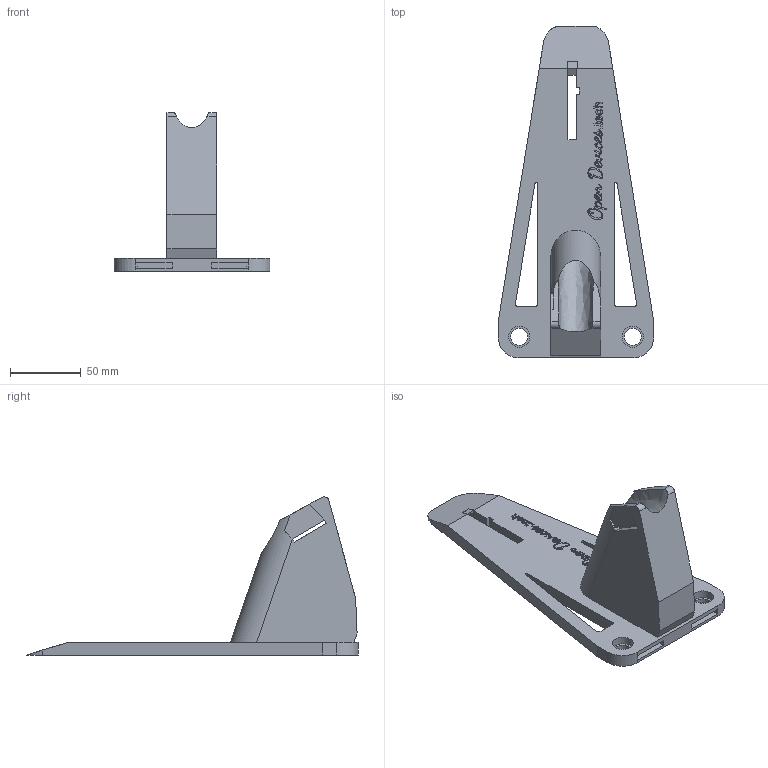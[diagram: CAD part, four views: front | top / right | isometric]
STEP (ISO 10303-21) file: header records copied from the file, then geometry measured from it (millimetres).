
FILE_DESCRIPTION(/* description */ (''),/* implementation_level */ '2;1');
FILE_NAME(/* name */ '9080 Scissor V8 v2.step',/* time_stamp */ '2023-07-04T17:14:34-07:00',/* author */ (''),/* organization */ (''),/* preprocessor_version */ 'ST-DEVELOPER v19.2',/* originating_system */ 'Autodesk Translation Framework v12.6.0.85',/* authorisation */ '');
FILE_SCHEMA (('AUTOMOTIVE_DESIGN { 1 0 10303 214 3 1 1 }'));
Products named in the file (2): 9080 Scissor V8; ScissorBase 2
Assembly tree (1 placements, depth 2):
  9080 Scissor V8
    ScissorBase 2
Bounding box: 110 x 234.28 x 111.68 mm (x, y, z)
Volume: 309093.9 mm3; surface area: 68709.9 mm2
Topology: 1 solids, 1 shells, 1504 faces, 4202 edges, 2802 vertices
Faces by surface type: bspline 981, plane 505, cylinder 18
Full cylindrical faces by diameter (mm): 12 x2, 15 x2
Entity records: 56376 total; most frequent: CARTESIAN_POINT 24858, ORIENTED_EDGE 8404, EDGE_CURVE 4202, DIRECTION 3307, VERTEX_POINT 2802, LINE 2177, VECTOR 2177, B_SPLINE_CURVE_WITH_KNOTS 1681
